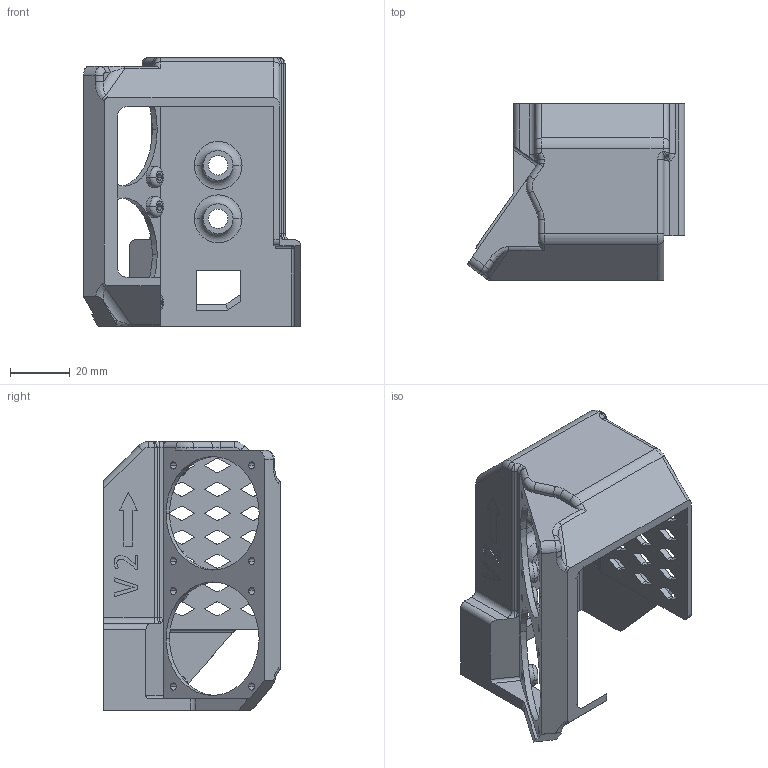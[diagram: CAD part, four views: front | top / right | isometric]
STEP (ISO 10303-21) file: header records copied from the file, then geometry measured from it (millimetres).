
FILE_DESCRIPTION (( 'STEP AP203' ), '1' );
FILE_NAME ('Extruder cover-双风扇.STEP', '2023-01-06T08:35:28', ( '个人用户' ), ( '微软中国' ), 'SwSTEP 2.0', 'SolidWorks 2019', '' );
FILE_SCHEMA (( 'CONFIG_CONTROL_DESIGN' ));
Length unit declared in the file: millimetre
Products named in the file (1): Extruder cover-邧瑞圮
Bounding box: 72.69 x 59.1 x 90 mm (x, y, z)
Volume: 34586.2 mm3; surface area: 34172.1 mm2
Topology: 1 solids, 1 shells, 476 faces, 1305 edges, 840 vertices
Faces by surface type: plane 221, cylinder 190, torus 31, bspline 29, cone 4, sphere 1
Entity records: 16383 total; most frequent: CARTESIAN_POINT 4103, ORIENTED_EDGE 2598, DIRECTION 2517, EDGE_CURVE 1299, AXIS2_PLACEMENT_3D 866, VERTEX_POINT 840, LINE 785, VECTOR 785
